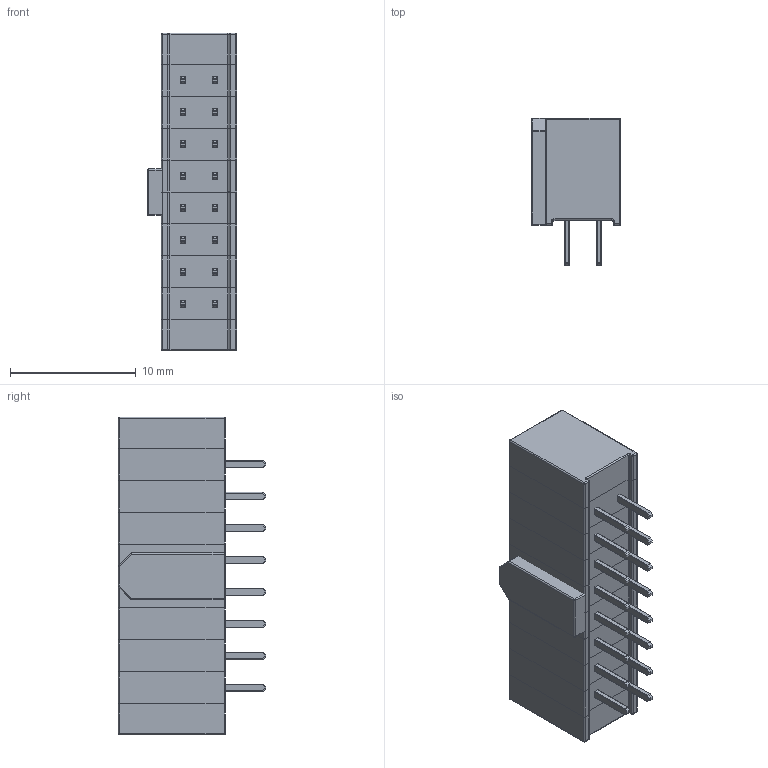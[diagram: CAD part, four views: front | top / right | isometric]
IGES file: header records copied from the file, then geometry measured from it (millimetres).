
Start section: SolidWorks IGES file using analytic representation for surfaces
Global section: file name: SFH11-xxPC-D08-ST-BK.IGS; native system: SolidWorks 2014; preprocessor: SolidWorks 2014; author: shane_sorenson; date: 180802.130649; units: millimetre
Bounding box: 7.1 x 11.7 x 25.24 mm (x, y, z)
Surface area: 4940.7 mm2 (no closed solid volume)
Topology: 0 solids, 0 shells, 3374 faces, 17292 edges, 16954 vertices
Faces by surface type: revolution 2062, bspline 1312
